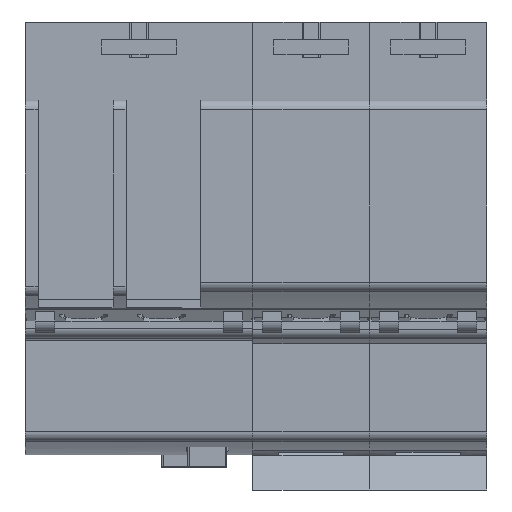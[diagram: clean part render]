
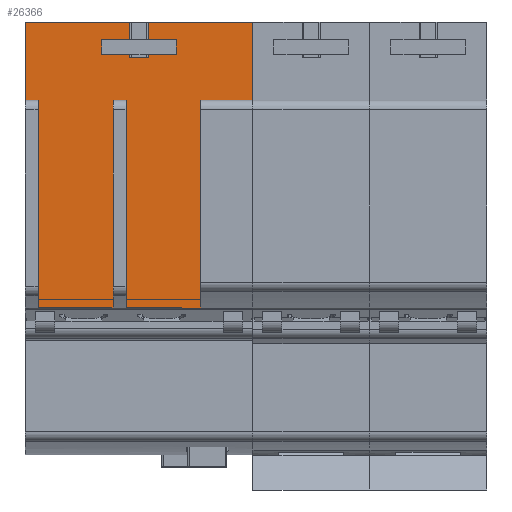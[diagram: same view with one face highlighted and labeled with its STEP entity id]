
A CAD part, front view. The second image highlights one B-rep face of the part: STEP entity #26366.
In plain terms, the highlighted planar face has unit normal (0, -1, 0).
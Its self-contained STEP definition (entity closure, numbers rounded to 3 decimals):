
#429 = CARTESIAN_POINT ( 'NONE',  ( -62., -39., 27.804 ) ) ;
#972 = VERTEX_POINT ( 'NONE', #1279 ) ;
#1000 = DIRECTION ( 'NONE',  ( 1., 0., 0. ) ) ;
#1279 = CARTESIAN_POINT ( 'NONE',  ( -27., -39., 33.304 ) ) ;
#1631 = DIRECTION ( 'NONE',  ( 0., 0., -1. ) ) ;
#2036 = VERTEX_POINT ( 'NONE', #13291 ) ;
#3593 = CARTESIAN_POINT ( 'NONE',  ( -62., -39., -10.696 ) ) ;
#3659 = VECTOR ( 'NONE', #30746, 1000. ) ;
#4110 = LINE ( 'NONE', #31898, #37108 ) ;
#4167 = VERTEX_POINT ( 'NONE', #20277 ) ;
#4522 = ORIENTED_EDGE ( 'NONE', *, *, #41149, .T. ) ;
#4540 = VECTOR ( 'NONE', #39604, 1000. ) ;
#4700 = CARTESIAN_POINT ( 'NONE',  ( -45.9, -39., 27.804 ) ) ;
#4845 = LINE ( 'NONE', #21278, #37333 ) ;
#5156 = DIRECTION ( 'NONE',  ( 1., 0., 0. ) ) ;
#5664 = DIRECTION ( 'NONE',  ( 0., 0., -1. ) ) ;
#5969 = ORIENTED_EDGE ( 'NONE', *, *, #9413, .T. ) ;
#7067 = DIRECTION ( 'NONE',  ( 0., 0., 1. ) ) ;
#7119 = CARTESIAN_POINT ( 'NONE',  ( -45.9, -39., 33.304 ) ) ;
#7187 = VECTOR ( 'NONE', #15272, 1000. ) ;
#7789 = VERTEX_POINT ( 'NONE', #17171 ) ;
#8229 = LINE ( 'NONE', #18491, #7187 ) ;
#8462 = VERTEX_POINT ( 'NONE', #33456 ) ;
#8609 = VECTOR ( 'NONE', #5156, 1000. ) ;
#9036 = AXIS2_PLACEMENT_3D ( 'NONE', #31874, #18937, #5664 ) ;
#9079 = CARTESIAN_POINT ( 'NONE',  ( -62., -39., 21.304 ) ) ;
#9413 = EDGE_CURVE ( 'NONE', #8462, #32426, #20367, .T. ) ;
#10135 = CARTESIAN_POINT ( 'NONE',  ( -62., -39., 21.304 ) ) ;
#10423 = DIRECTION ( 'NONE',  ( 1., 0., 0. ) ) ;
#10607 = CARTESIAN_POINT ( 'NONE',  ( -27., -39., -12.696 ) ) ;
#11410 = CARTESIAN_POINT ( 'NONE',  ( -43.1, -39., 27.804 ) ) ;
#11587 = VERTEX_POINT ( 'NONE', #28785 ) ;
#12927 = VECTOR ( 'NONE', #25504, 1000. ) ;
#13060 = CARTESIAN_POINT ( 'NONE',  ( -62., -39., 21.304 ) ) ;
#13291 = CARTESIAN_POINT ( 'NONE',  ( -48.5, -39., 21.304 ) ) ;
#13444 = VERTEX_POINT ( 'NONE', #11410 ) ;
#13932 = CARTESIAN_POINT ( 'NONE',  ( -62., -39., 21.304 ) ) ;
#14051 = CARTESIAN_POINT ( 'NONE',  ( -48.5, -39., -10.696 ) ) ;
#14284 = VERTEX_POINT ( 'NONE', #13060 ) ;
#14503 = CARTESIAN_POINT ( 'NONE',  ( -48.5, -39., -10.696 ) ) ;
#15236 = LINE ( 'NONE', #35649, #39584 ) ;
#15272 = DIRECTION ( 'NONE',  ( -1., 0., 0. ) ) ;
#15658 = ORIENTED_EDGE ( 'NONE', *, *, #19733, .T. ) ;
#15673 = ORIENTED_EDGE ( 'NONE', *, *, #23469, .T. ) ;
#15716 = ORIENTED_EDGE ( 'NONE', *, *, #26056, .F. ) ;
#15922 = VECTOR ( 'NONE', #23160, 1000. ) ;
#16157 = VECTOR ( 'NONE', #10423, 1000. ) ;
#16184 = ORIENTED_EDGE ( 'NONE', *, *, #19471, .T. ) ;
#16305 = CARTESIAN_POINT ( 'NONE',  ( -46.5, -39., 21.304 ) ) ;
#16495 = DIRECTION ( 'NONE',  ( 0., 0., -1. ) ) ;
#17072 = EDGE_CURVE ( 'NONE', #4167, #8462, #15236, .T. ) ;
#17171 = CARTESIAN_POINT ( 'NONE',  ( -43.1, -39., 33.304 ) ) ;
#17241 = VECTOR ( 'NONE', #26374, 1000. ) ;
#18064 = EDGE_CURVE ( 'NONE', #18283, #29261, #36335, .T. ) ;
#18283 = VERTEX_POINT ( 'NONE', #16305 ) ;
#18455 = CARTESIAN_POINT ( 'NONE',  ( -60., -39., -10.696 ) ) ;
#18491 = CARTESIAN_POINT ( 'NONE',  ( -62., -39., 33.304 ) ) ;
#18935 = DIRECTION ( 'NONE',  ( 1., 0., 0. ) ) ;
#18937 = DIRECTION ( 'NONE',  ( 0., -1., 0. ) ) ;
#19261 = LINE ( 'NONE', #3593, #17241 ) ;
#19471 = EDGE_CURVE ( 'NONE', #34939, #28294, #8229, .T. ) ;
#19667 = EDGE_CURVE ( 'NONE', #28294, #14284, #39635, .T. ) ;
#19733 = EDGE_CURVE ( 'NONE', #29261, #4167, #19261, .T. ) ;
#20277 = CARTESIAN_POINT ( 'NONE',  ( -35., -39., -10.696 ) ) ;
#20367 = LINE ( 'NONE', #9079, #34602 ) ;
#20764 = ORIENTED_EDGE ( 'NONE', *, *, #36802, .T. ) ;
#21278 = CARTESIAN_POINT ( 'NONE',  ( -43.1, -39., -10.696 ) ) ;
#21831 = ORIENTED_EDGE ( 'NONE', *, *, #30197, .T. ) ;
#23160 = DIRECTION ( 'NONE',  ( 1., 0., 0. ) ) ;
#23469 = EDGE_CURVE ( 'NONE', #14284, #11587, #26245, .T. ) ;
#23487 = ORIENTED_EDGE ( 'NONE', *, *, #34511, .F. ) ;
#23549 = VECTOR ( 'NONE', #1631, 1000. ) ;
#25258 = EDGE_CURVE ( 'NONE', #29353, #2036, #40751, .T. ) ;
#25302 = PLANE ( 'NONE',  #9036 ) ;
#25504 = DIRECTION ( 'NONE',  ( 0., 0., -1. ) ) ;
#25795 = LINE ( 'NONE', #429, #4540 ) ;
#26056 = EDGE_CURVE ( 'NONE', #36397, #13444, #25795, .T. ) ;
#26245 = LINE ( 'NONE', #10135, #16157 ) ;
#26366 = ADVANCED_FACE ( 'NONE', ( #32862 ), #25302, .T. ) ;
#26374 = DIRECTION ( 'NONE',  ( 1., 0., 0. ) ) ;
#26850 = LINE ( 'NONE', #13932, #28386 ) ;
#26954 = CARTESIAN_POINT ( 'NONE',  ( -62., -39., 33.304 ) ) ;
#27647 = DIRECTION ( 'NONE',  ( 0., 0., -1. ) ) ;
#28294 = VERTEX_POINT ( 'NONE', #26954 ) ;
#28386 = VECTOR ( 'NONE', #1000, 1000. ) ;
#28459 = CARTESIAN_POINT ( 'NONE',  ( -27., -39., 21.304 ) ) ;
#28697 = CARTESIAN_POINT ( 'NONE',  ( -60., -39., -10.696 ) ) ;
#28734 = ORIENTED_EDGE ( 'NONE', *, *, #17072, .T. ) ;
#28761 = DIRECTION ( 'NONE',  ( 0., 0., 1. ) ) ;
#28785 = CARTESIAN_POINT ( 'NONE',  ( -60., -39., 21.304 ) ) ;
#28912 = VECTOR ( 'NONE', #16495, 1000. ) ;
#29129 = EDGE_CURVE ( 'NONE', #36397, #34939, #4110, .T. ) ;
#29244 = DIRECTION ( 'NONE',  ( 0., 0., 1. ) ) ;
#29261 = VERTEX_POINT ( 'NONE', #38998 ) ;
#29353 = VERTEX_POINT ( 'NONE', #14051 ) ;
#29598 = LINE ( 'NONE', #39000, #15922 ) ;
#30197 = EDGE_CURVE ( 'NONE', #11587, #39877, #31630, .T. ) ;
#30746 = DIRECTION ( 'NONE',  ( 0., 0., 1. ) ) ;
#31630 = LINE ( 'NONE', #18455, #12927 ) ;
#31874 = CARTESIAN_POINT ( 'NONE',  ( -62., -39., -10.696 ) ) ;
#31898 = CARTESIAN_POINT ( 'NONE',  ( -45.9, -39., -10.696 ) ) ;
#32095 = ORIENTED_EDGE ( 'NONE', *, *, #29129, .T. ) ;
#32426 = VERTEX_POINT ( 'NONE', #28459 ) ;
#32862 = FACE_OUTER_BOUND ( 'NONE', #33178, .T. ) ;
#32945 = CARTESIAN_POINT ( 'NONE',  ( -62., -39., -10.696 ) ) ;
#33178 = EDGE_LOOP ( 'NONE', ( #32095, #16184, #34502, #15673, #21831, #33865, #41394, #20764, #33347, #15658, #28734, #5969, #4522, #23487, #40083, #15716 ) ) ;
#33347 = ORIENTED_EDGE ( 'NONE', *, *, #18064, .T. ) ;
#33456 = CARTESIAN_POINT ( 'NONE',  ( -35., -39., 21.304 ) ) ;
#33813 = CARTESIAN_POINT ( 'NONE',  ( -46.5, -39., -10.696 ) ) ;
#33865 = ORIENTED_EDGE ( 'NONE', *, *, #41842, .T. ) ;
#34502 = ORIENTED_EDGE ( 'NONE', *, *, #19667, .T. ) ;
#34511 = EDGE_CURVE ( 'NONE', #7789, #972, #35460, .T. ) ;
#34602 = VECTOR ( 'NONE', #18935, 1000. ) ;
#34939 = VERTEX_POINT ( 'NONE', #7119 ) ;
#35460 = LINE ( 'NONE', #40796, #8609 ) ;
#35649 = CARTESIAN_POINT ( 'NONE',  ( -35., -39., -10.696 ) ) ;
#35716 = EDGE_CURVE ( 'NONE', #7789, #13444, #4845, .T. ) ;
#36335 = LINE ( 'NONE', #33813, #23549 ) ;
#36390 = LINE ( 'NONE', #10607, #39893 ) ;
#36397 = VERTEX_POINT ( 'NONE', #4700 ) ;
#36802 = EDGE_CURVE ( 'NONE', #2036, #18283, #26850, .T. ) ;
#37108 = VECTOR ( 'NONE', #28761, 1000. ) ;
#37333 = VECTOR ( 'NONE', #27647, 1000. ) ;
#38998 = CARTESIAN_POINT ( 'NONE',  ( -46.5, -39., -10.696 ) ) ;
#39000 = CARTESIAN_POINT ( 'NONE',  ( -62., -39., -10.696 ) ) ;
#39584 = VECTOR ( 'NONE', #29244, 1000. ) ;
#39604 = DIRECTION ( 'NONE',  ( 1., 0., 0. ) ) ;
#39635 = LINE ( 'NONE', #32945, #28912 ) ;
#39877 = VERTEX_POINT ( 'NONE', #28697 ) ;
#39893 = VECTOR ( 'NONE', #7067, 1000. ) ;
#40083 = ORIENTED_EDGE ( 'NONE', *, *, #35716, .T. ) ;
#40751 = LINE ( 'NONE', #14503, #3659 ) ;
#40796 = CARTESIAN_POINT ( 'NONE',  ( -62., -39., 33.304 ) ) ;
#41149 = EDGE_CURVE ( 'NONE', #32426, #972, #36390, .T. ) ;
#41394 = ORIENTED_EDGE ( 'NONE', *, *, #25258, .T. ) ;
#41842 = EDGE_CURVE ( 'NONE', #39877, #29353, #29598, .T. ) ;
